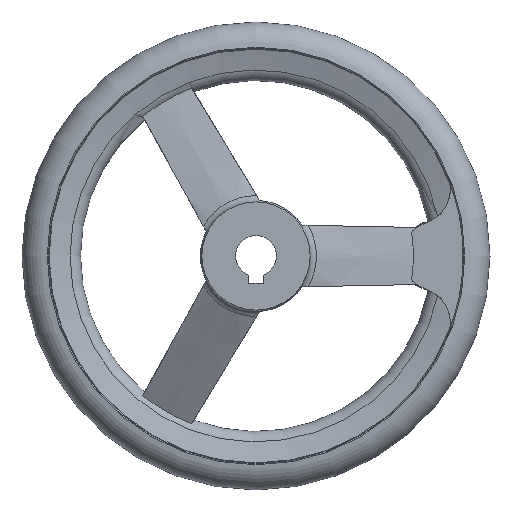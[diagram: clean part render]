
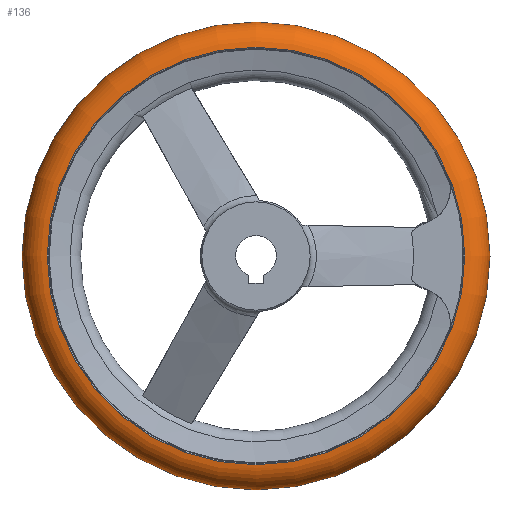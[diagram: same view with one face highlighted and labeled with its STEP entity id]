
A CAD part, front view. The second image highlights one B-rep face of the part: STEP entity #136.
In plain terms, the highlighted toroidal (fillet/blend) face has major radius 71 mm and minor radius 9 mm.
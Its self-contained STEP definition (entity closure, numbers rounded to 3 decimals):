
#136 = ADVANCED_FACE( '', ( #292, #293, #294 ), #295, .T. );
#292 = FACE_BOUND( '', #492, .T. );
#293 = FACE_OUTER_BOUND( '', #493, .T. );
#294 = FACE_OUTER_BOUND( '', #494, .T. );
#295 = TOROIDAL_SURFACE( '', #495, 71., 9. );
#492 = VERTEX_LOOP( '', #834 );
#493 = EDGE_LOOP( '', ( #835 ) );
#494 = EDGE_LOOP( '', ( #836 ) );
#495 = AXIS2_PLACEMENT_3D( '', #837, #838, #839 );
#834 = VERTEX_POINT( '', #1089 );
#835 = ORIENTED_EDGE( '', *, *, #1050, .T. );
#836 = ORIENTED_EDGE( '', *, *, #960, .F. );
#837 = CARTESIAN_POINT( '', ( 0., 31., 0. ) );
#838 = DIRECTION( '', ( 0., -1., 0. ) );
#839 = DIRECTION( '', ( 0., 0., -1. ) );
#960 = EDGE_CURVE( '', #1129, #1129, #1130, .T. );
#1050 = EDGE_CURVE( '', #1277, #1277, #1278, .T. );
#1089 = CARTESIAN_POINT( '', ( 0., 31., -80. ) );
#1129 = VERTEX_POINT( '', #1375 );
#1130 = CIRCLE( '', #1376, 71.375 );
#1277 = VERTEX_POINT( '', #1852 );
#1278 = CIRCLE( '', #1853, 71.375 );
#1375 = CARTESIAN_POINT( '', ( 0., 22.008, -71.375 ) );
#1376 = AXIS2_PLACEMENT_3D( '', #2040, #2041, #2042 );
#1852 = CARTESIAN_POINT( '', ( 0., 39.992, -71.375 ) );
#1853 = AXIS2_PLACEMENT_3D( '', #2129, #2130, #2131 );
#2040 = CARTESIAN_POINT( '', ( 0., 22.008, 0. ) );
#2041 = DIRECTION( '', ( 0., -1., 0. ) );
#2042 = DIRECTION( '', ( 0., 0., -1. ) );
#2129 = CARTESIAN_POINT( '', ( 0., 39.992, 0. ) );
#2130 = DIRECTION( '', ( 0., -1., 0. ) );
#2131 = DIRECTION( '', ( 0., 0., -1. ) );
